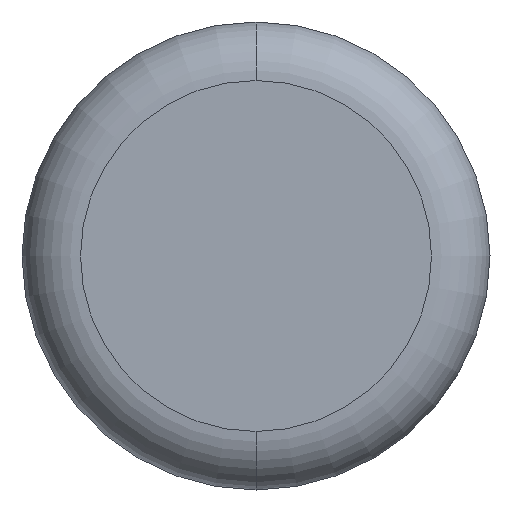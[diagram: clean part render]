
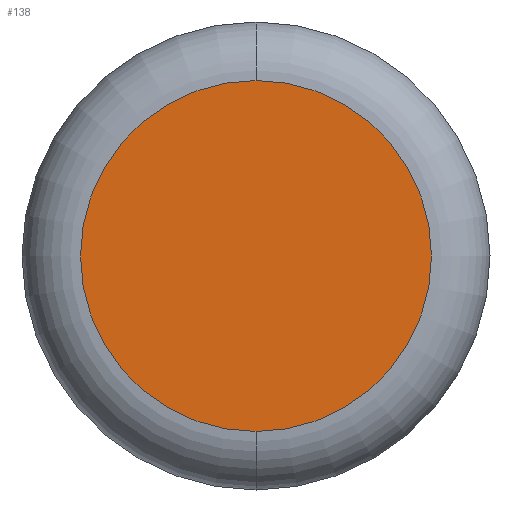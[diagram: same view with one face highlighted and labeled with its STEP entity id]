
A CAD part, front view. The second image highlights one B-rep face of the part: STEP entity #138.
In plain terms, the highlighted planar face has unit normal (0, -1, 0).
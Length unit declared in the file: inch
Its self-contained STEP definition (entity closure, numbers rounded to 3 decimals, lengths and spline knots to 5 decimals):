
#33 = DIRECTION ( 'NONE',  ( 0., 0., -1. ) ) ;
#36 = EDGE_CURVE ( 'NONE', #89, #394, #147, .T. ) ;
#65 = CARTESIAN_POINT ( 'NONE',  ( 0., 0., 0. ) ) ;
#89 = VERTEX_POINT ( 'NONE', #174 ) ;
#97 = DIRECTION ( 'NONE',  ( 0., 0., -1. ) ) ;
#126 = AXIS2_PLACEMENT_3D ( 'NONE', #324, #237, #330 ) ;
#138 = ADVANCED_FACE ( 'NONE', ( #230 ), #290, .T. ) ;
#147 = CIRCLE ( 'NONE', #126, 0.375 ) ;
#174 = CARTESIAN_POINT ( 'NONE',  ( 0., 0., -0.375 ) ) ;
#179 = EDGE_CURVE ( 'NONE', #394, #89, #387, .T. ) ;
#185 = DIRECTION ( 'NONE',  ( 0., -1., 0. ) ) ;
#191 = EDGE_LOOP ( 'NONE', ( #334, #338 ) ) ;
#213 = AXIS2_PLACEMENT_3D ( 'NONE', #300, #374, #97 ) ;
#230 = FACE_OUTER_BOUND ( 'NONE', #191, .T. ) ;
#237 = DIRECTION ( 'NONE',  ( 0., -1., 0. ) ) ;
#290 = PLANE ( 'NONE',  #358 ) ;
#300 = CARTESIAN_POINT ( 'NONE',  ( 0., 0., 0. ) ) ;
#324 = CARTESIAN_POINT ( 'NONE',  ( 0., 0., 0. ) ) ;
#330 = DIRECTION ( 'NONE',  ( 0., 0., -1. ) ) ;
#334 = ORIENTED_EDGE ( 'NONE', *, *, #36, .T. ) ;
#338 = ORIENTED_EDGE ( 'NONE', *, *, #179, .T. ) ;
#358 = AXIS2_PLACEMENT_3D ( 'NONE', #65, #185, #33 ) ;
#374 = DIRECTION ( 'NONE',  ( 0., -1., 0. ) ) ;
#376 = CARTESIAN_POINT ( 'NONE',  ( 0., 0., 0.375 ) ) ;
#387 = CIRCLE ( 'NONE', #213, 0.375 ) ;
#394 = VERTEX_POINT ( 'NONE', #376 ) ;
